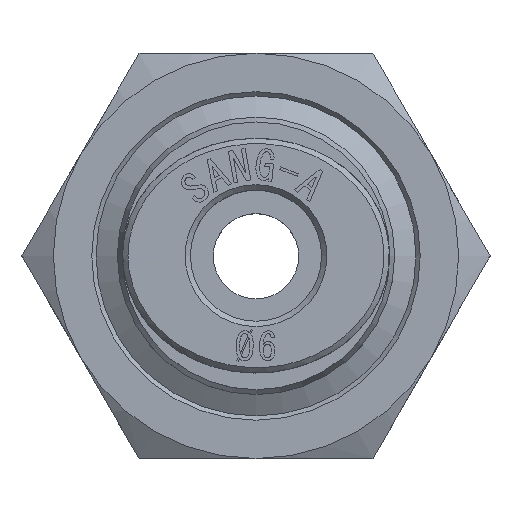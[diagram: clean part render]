
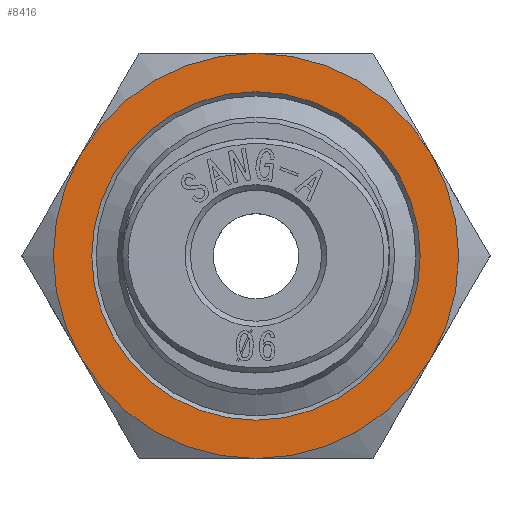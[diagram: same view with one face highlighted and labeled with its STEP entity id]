
A CAD part, top view. The second image highlights one B-rep face of the part: STEP entity #8416.
In plain terms, the highlighted planar face has unit normal (0, 0, 1).
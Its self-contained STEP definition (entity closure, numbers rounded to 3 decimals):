
#8340=CARTESIAN_POINT('',(7.7,0.,4.0));
#8341=VERTEX_POINT('',#8340);
#8342=CARTESIAN_POINT('',(0.0,0.0,4.0));
#8343=DIRECTION('',(0.0,0.0,1.0));
#8344=DIRECTION('',(-1.0,0.0,0.0));
#8345=AXIS2_PLACEMENT_3D('',#8342,#8343,#8344);
#8346=CIRCLE('',#8345,7.7);
#8347=EDGE_CURVE('',#8341,#8341,#8346,.T.);
#8352=CARTESIAN_POINT('',(0.,0.,4.0));
#8353=DIRECTION('',(0.0,0.0,1.0));
#8354=DIRECTION('',(1.0,0.0,0.0));
#8355=AXIS2_PLACEMENT_3D('',#8352,#8353,#8354);
#8356=PLANE('',#8355);
#8357=CARTESIAN_POINT('',(8.227,-4.75,4.0));
#8358=VERTEX_POINT('',#8357);
#8359=CARTESIAN_POINT('',(8.227,4.75,4.0));
#8360=VERTEX_POINT('',#8359);
#8361=CARTESIAN_POINT('',(0.0,0.0,4.0));
#8362=DIRECTION('',(0.0,0.0,1.0));
#8363=DIRECTION('',(-1.0,0.0,0.0));
#8364=AXIS2_PLACEMENT_3D('',#8361,#8362,#8363);
#8365=CIRCLE('',#8364,9.5);
#8366=EDGE_CURVE('',#8358,#8360,#8365,.T.);
#8367=ORIENTED_EDGE('',*,*,#8366,.T.);
#8368=CARTESIAN_POINT('',(0.,9.5,4.0));
#8369=VERTEX_POINT('',#8368);
#8370=CARTESIAN_POINT('',(0.0,0.0,4.0));
#8371=DIRECTION('',(0.0,0.0,1.0));
#8372=DIRECTION('',(-1.0,0.0,0.0));
#8373=AXIS2_PLACEMENT_3D('',#8370,#8371,#8372);
#8374=CIRCLE('',#8373,9.5);
#8375=EDGE_CURVE('',#8360,#8369,#8374,.T.);
#8376=ORIENTED_EDGE('',*,*,#8375,.T.);
#8377=CARTESIAN_POINT('',(-8.227,4.75,4.0));
#8378=VERTEX_POINT('',#8377);
#8379=CARTESIAN_POINT('',(0.0,0.0,4.0));
#8380=DIRECTION('',(0.0,0.0,1.0));
#8381=DIRECTION('',(-1.0,0.0,0.0));
#8382=AXIS2_PLACEMENT_3D('',#8379,#8380,#8381);
#8383=CIRCLE('',#8382,9.5);
#8384=EDGE_CURVE('',#8369,#8378,#8383,.T.);
#8385=ORIENTED_EDGE('',*,*,#8384,.T.);
#8386=CARTESIAN_POINT('',(-8.227,-4.75,4.0));
#8387=VERTEX_POINT('',#8386);
#8388=CARTESIAN_POINT('',(0.0,0.0,4.0));
#8389=DIRECTION('',(0.0,0.0,1.0));
#8390=DIRECTION('',(-1.0,0.0,0.0));
#8391=AXIS2_PLACEMENT_3D('',#8388,#8389,#8390);
#8392=CIRCLE('',#8391,9.5);
#8393=EDGE_CURVE('',#8378,#8387,#8392,.T.);
#8394=ORIENTED_EDGE('',*,*,#8393,.T.);
#8395=CARTESIAN_POINT('',(0.,-9.5,4.0));
#8396=VERTEX_POINT('',#8395);
#8397=CARTESIAN_POINT('',(0.0,0.0,4.0));
#8398=DIRECTION('',(0.0,0.0,1.0));
#8399=DIRECTION('',(-1.0,0.0,0.0));
#8400=AXIS2_PLACEMENT_3D('',#8397,#8398,#8399);
#8401=CIRCLE('',#8400,9.5);
#8402=EDGE_CURVE('',#8387,#8396,#8401,.T.);
#8403=ORIENTED_EDGE('',*,*,#8402,.T.);
#8404=CARTESIAN_POINT('',(0.0,0.0,4.0));
#8405=DIRECTION('',(0.0,0.0,1.0));
#8406=DIRECTION('',(-1.0,0.0,0.0));
#8407=AXIS2_PLACEMENT_3D('',#8404,#8405,#8406);
#8408=CIRCLE('',#8407,9.5);
#8409=EDGE_CURVE('',#8396,#8358,#8408,.T.);
#8410=ORIENTED_EDGE('',*,*,#8409,.T.);
#8411=EDGE_LOOP('',(#8367,#8376,#8385,#8394,#8403,#8410));
#8412=FACE_OUTER_BOUND('',#8411,.T.);
#8413=ORIENTED_EDGE('',*,*,#8347,.F.);
#8414=EDGE_LOOP('',(#8413));
#8415=FACE_BOUND('',#8414,.T.);
#8416=ADVANCED_FACE('',(#8412,#8415),#8356,.T.);
